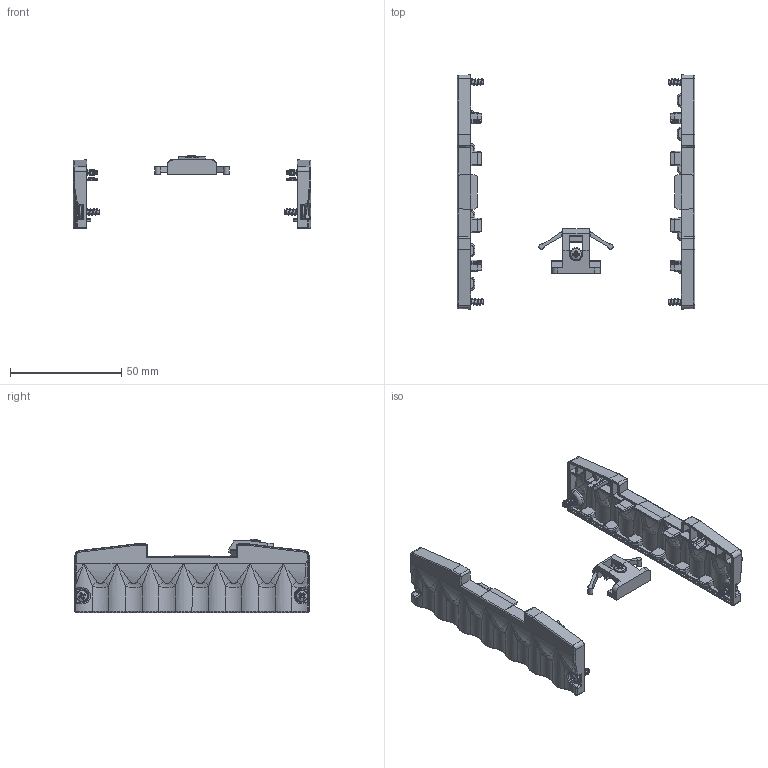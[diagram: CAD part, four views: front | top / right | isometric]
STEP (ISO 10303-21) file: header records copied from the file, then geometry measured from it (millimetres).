
FILE_DESCRIPTION(/* description */ (''),/* implementation_level */ '2;1');
FILE_NAME(/* name */ '87302200_AR 105-31-KS 2.stp',/* time_stamp */ '2022-08-03T08:04:29+02:00',/* author */ ('luedemann'),/* organization */ (''),/* preprocessor_version */ 'ST-DEVELOPER v18.1',/* originating_system */ 'Autodesk Inventor 2022',/* authorisation */ '');
FILE_SCHEMA (('AUTOMOTIVE_DESIGN { 1 0 10303 214 3 1 1 }'));
Length unit declared in the file: millimetre
Products named in the file (6): 87302200_AR 105-31-KS 2; 2602899_3D; 2602899_3Dsym; SHR Z KA30x8 WN 1412 mG_3Dsym_MIR1; 2602275_Rastelement_3D; SHRZB2_9X6_5-_3DSYM PART1
Assembly tree (7 placements, depth 3):
  87302200_AR 105-31-KS 2
    2602899_3D  x2
      2602899_3Dsym
      SHR Z KA30x8 WN 1412 mG_3Dsym_MIR1
    2602275_Rastelement_3D
    SHRZB2_9X6_5-_3DSYM PART1
Bounding box: 107.04 x 105.4 x 33.1 mm (x, y, z)
Volume: 18177.9 mm3; surface area: 22668.8 mm2
Topology: 8 solids, 8 shells, 1238 faces, 3282 edges, 2040 vertices
Faces by surface type: plane 525, cylinder 304, bspline 160, cone 130, torus 102, sphere 17
Full cylindrical faces by diameter (mm): 2 x23, 2.4 x2, 3 x18, 3.2 x4, 5.3 x4, 5.6 x1
Entity records: 28595 total; most frequent: CARTESIAN_POINT 13285, ORIENTED_EDGE 3288, DIRECTION 2926, EDGE_CURVE 1644, VERTEX_POINT 1034, AXIS2_PLACEMENT_3D 998, LINE 930, VECTOR 930
